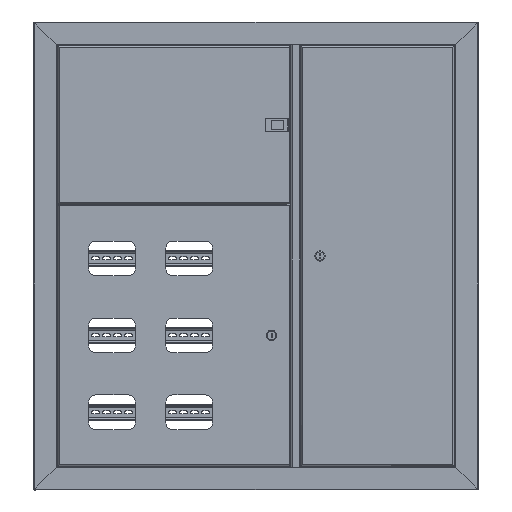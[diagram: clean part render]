
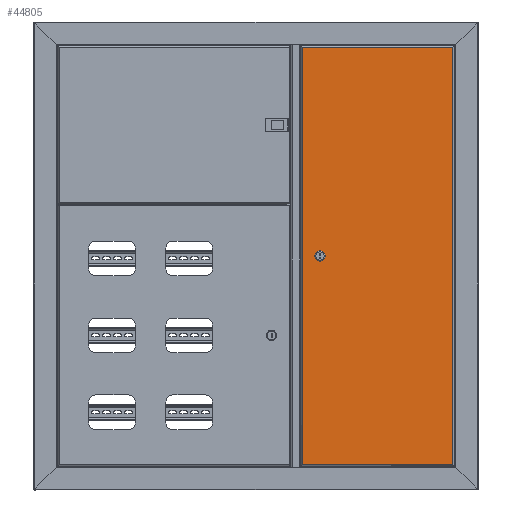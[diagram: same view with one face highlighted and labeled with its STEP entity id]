
A CAD part, top view. The second image highlights one B-rep face of the part: STEP entity #44805.
In plain terms, the highlighted planar face has unit normal (0, 0, 1).
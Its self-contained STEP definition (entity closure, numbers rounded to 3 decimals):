
#191 = EDGE_CURVE ( 'NONE', #28368, #7059, #2523, .T. ) ;
#316 = ORIENTED_EDGE ( 'NONE', *, *, #34845, .T. ) ;
#646 = LINE ( 'NONE', #37605, #21306 ) ;
#853 = EDGE_LOOP ( 'NONE', ( #8827, #31873, #316, #41740 ) ) ;
#1620 = AXIS2_PLACEMENT_3D ( 'NONE', #34351, #48098, #16985 ) ;
#1794 = DIRECTION ( 'NONE',  ( 0., 0., 1. ) ) ;
#2452 = CARTESIAN_POINT ( 'NONE',  ( 1.7, 1.7, 0. ) ) ;
#2523 = CIRCLE ( 'NONE', #1620, 9.25 ) ;
#2717 = DIRECTION ( 'NONE',  ( 1., 0., 0. ) ) ;
#4136 = VERTEX_POINT ( 'NONE', #48495 ) ;
#4138 = EDGE_CURVE ( 'NONE', #50990, #23442, #14583, .T. ) ;
#4492 = CARTESIAN_POINT ( 'NONE',  ( 451.849, 48.5, 0. ) ) ;
#4686 = ORIENTED_EDGE ( 'NONE', *, *, #34020, .F. ) ;
#4907 = DIRECTION ( 'NONE',  ( 0., 1., 0. ) ) ;
#4958 = LINE ( 'NONE', #21727, #5418 ) ;
#5418 = VECTOR ( 'NONE', #13497, 1000. ) ;
#6209 = DIRECTION ( 'NONE',  ( -1., 0., 0. ) ) ;
#7059 = VERTEX_POINT ( 'NONE', #27889 ) ;
#7283 = VERTEX_POINT ( 'NONE', #41420 ) ;
#8749 = FACE_OUTER_BOUND ( 'NONE', #853, .T. ) ;
#8827 = ORIENTED_EDGE ( 'NONE', *, *, #4138, .T. ) ;
#10062 = CARTESIAN_POINT ( 'NONE',  ( 894.993, 324., 0. ) ) ;
#10196 = CIRCLE ( 'NONE', #53404, 9.25 ) ;
#10239 = CARTESIAN_POINT ( 'NONE',  ( 1.7, 1.7, 0. ) ) ;
#10635 = DIRECTION ( 'NONE',  ( 1., 0., 0. ) ) ;
#13497 = DIRECTION ( 'NONE',  ( 0., -1., 0. ) ) ;
#14583 = LINE ( 'NONE', #2452, #44921 ) ;
#14782 = LINE ( 'NONE', #36290, #51496 ) ;
#16151 = CARTESIAN_POINT ( 'NONE',  ( 451.849, 31.5, 0. ) ) ;
#16985 = DIRECTION ( 'NONE',  ( 1., 0., 0. ) ) ;
#17026 = PLANE ( 'NONE',  #35455 ) ;
#17196 = EDGE_CURVE ( 'NONE', #24214, #4136, #646, .T. ) ;
#18844 = DIRECTION ( 'NONE',  ( 1., 0., 0. ) ) ;
#20865 = FACE_BOUND ( 'NONE', #26978, .T. ) ;
#21306 = VECTOR ( 'NONE', #29575, 1000. ) ;
#21727 = CARTESIAN_POINT ( 'NONE',  ( 1.7, 324.293, 0. ) ) ;
#23442 = VERTEX_POINT ( 'NONE', #48337 ) ;
#24214 = VERTEX_POINT ( 'NONE', #4492 ) ;
#25530 = LINE ( 'NONE', #42691, #44509 ) ;
#26795 = CARTESIAN_POINT ( 'NONE',  ( 448.2, 40., 0. ) ) ;
#26978 = EDGE_LOOP ( 'NONE', ( #42703, #50602, #27709, #30069, #4686 ) ) ;
#27709 = ORIENTED_EDGE ( 'NONE', *, *, #191, .F. ) ;
#27889 = CARTESIAN_POINT ( 'NONE',  ( 457.45, 40., 0. ) ) ;
#28368 = VERTEX_POINT ( 'NONE', #16151 ) ;
#28684 = EDGE_CURVE ( 'NONE', #7059, #24214, #51929, .T. ) ;
#29575 = DIRECTION ( 'NONE',  ( -1., 0., 0. ) ) ;
#30069 = ORIENTED_EDGE ( 'NONE', *, *, #49368, .F. ) ;
#31203 = CARTESIAN_POINT ( 'NONE',  ( 1.7, 324., 0. ) ) ;
#31873 = ORIENTED_EDGE ( 'NONE', *, *, #33202, .T. ) ;
#33130 = CARTESIAN_POINT ( 'NONE',  ( 444.551, 31.5, 0. ) ) ;
#33202 = EDGE_CURVE ( 'NONE', #23442, #7283, #25530, .T. ) ;
#34020 = EDGE_CURVE ( 'NONE', #4136, #54372, #10196, .T. ) ;
#34351 = CARTESIAN_POINT ( 'NONE',  ( 448.2, 40., 0. ) ) ;
#34845 = EDGE_CURVE ( 'NONE', #7283, #42760, #47862, .T. ) ;
#35455 = AXIS2_PLACEMENT_3D ( 'NONE', #54026, #41074, #36922 ) ;
#35638 = DIRECTION ( 'NONE',  ( 1., 0., 0. ) ) ;
#36290 = CARTESIAN_POINT ( 'NONE',  ( 451.849, 31.5, 0. ) ) ;
#36922 = DIRECTION ( 'NONE',  ( -1., 0., 0. ) ) ;
#37605 = CARTESIAN_POINT ( 'NONE',  ( 451.849, 48.5, 0. ) ) ;
#39554 = CARTESIAN_POINT ( 'NONE',  ( 448.2, 40., 0. ) ) ;
#41074 = DIRECTION ( 'NONE',  ( 0., 0., -1. ) ) ;
#41420 = CARTESIAN_POINT ( 'NONE',  ( 894.7, 324., 0. ) ) ;
#41740 = ORIENTED_EDGE ( 'NONE', *, *, #43201, .T. ) ;
#42691 = CARTESIAN_POINT ( 'NONE',  ( 894.7, 0., 0. ) ) ;
#42703 = ORIENTED_EDGE ( 'NONE', *, *, #17196, .F. ) ;
#42760 = VERTEX_POINT ( 'NONE', #31203 ) ;
#43201 = EDGE_CURVE ( 'NONE', #42760, #50990, #4958, .T. ) ;
#43657 = DIRECTION ( 'NONE',  ( 0., 0., 1. ) ) ;
#44509 = VECTOR ( 'NONE', #4907, 1000. ) ;
#44805 = ADVANCED_FACE ( 'NONE', ( #20865, #8749 ), #17026, .F. ) ;
#44921 = VECTOR ( 'NONE', #2717, 1000. ) ;
#47862 = LINE ( 'NONE', #10062, #53449 ) ;
#48098 = DIRECTION ( 'NONE',  ( 0., 0., 1. ) ) ;
#48337 = CARTESIAN_POINT ( 'NONE',  ( 894.7, 1.7, 0. ) ) ;
#48383 = AXIS2_PLACEMENT_3D ( 'NONE', #39554, #1794, #18844 ) ;
#48495 = CARTESIAN_POINT ( 'NONE',  ( 444.551, 48.5, 0. ) ) ;
#49368 = EDGE_CURVE ( 'NONE', #54372, #28368, #14782, .T. ) ;
#50602 = ORIENTED_EDGE ( 'NONE', *, *, #28684, .F. ) ;
#50990 = VERTEX_POINT ( 'NONE', #10239 ) ;
#51496 = VECTOR ( 'NONE', #10635, 1000. ) ;
#51929 = CIRCLE ( 'NONE', #48383, 9.25 ) ;
#53404 = AXIS2_PLACEMENT_3D ( 'NONE', #26795, #43657, #35638 ) ;
#53449 = VECTOR ( 'NONE', #6209, 1000. ) ;
#54026 = CARTESIAN_POINT ( 'NONE',  ( 0., 325.7, 0. ) ) ;
#54372 = VERTEX_POINT ( 'NONE', #33130 ) ;
